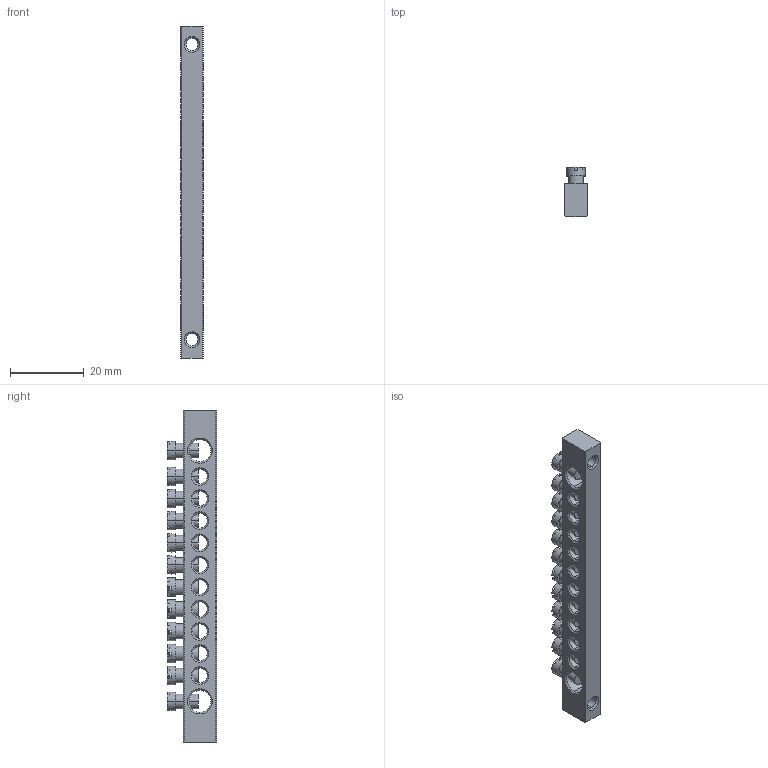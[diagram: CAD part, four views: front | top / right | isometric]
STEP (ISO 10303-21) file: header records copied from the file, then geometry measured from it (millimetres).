
FILE_DESCRIPTION (( 'STEP AP214' ), '1' );
FILE_NAME ('YNN11-12-100 Øèíà PEN çåìëÿ-íîëü 6õ9ìì 12_2 (12ãðóïïû_êðåï ïî êðàÿì) ÈÝÊ.STEP', '2016-08-24T13:26:28', ( 'user' ), ( '' ), 'SwSTEP 2.0', 'SolidWorks 2014', '' );
FILE_SCHEMA (( 'AUTOMOTIVE_DESIGN' ));
Length unit declared in the file: millimetre
Products named in the file (3): YNN11-12-100 Øèíà PEN çåìëÿ-íîëü 6õ9ìì 12_2 (12ãðóïïû_êðåï ïî êðàÿì) ÈÝÊ; Øèíà ÂõÍ n-2_6å9 12-2; Âèíò_Œ4
Assembly tree (13 placements, depth 2):
  YNN11-12-100 Øèíà PEN çåìëÿ-íîëü 6õ9ìì 12_2 (12ãðóïïû_êðåï ïî êðàÿì) ÈÝÊ
    Øèíà ÂõÍ n-2_6å9 12-2
    Âèíò_Œ4  x12
Bounding box: 6 x 13.3 x 90 mm (x, y, z)
Volume: 4606.3 mm3; surface area: 5537.7 mm2
Topology: 13 solids, 13 shells, 618 faces, 1664 edges, 1072 vertices
Faces by surface type: plane 382, cone 136, cylinder 100
Entity records: 6531 total; most frequent: CARTESIAN_POINT 1623, DIRECTION 983, ORIENTED_EDGE 882, EDGE_CURVE 441, AXIS2_PLACEMENT_3D 387, VERTEX_POINT 269, EDGE_LOOP 232, VECTOR 209
